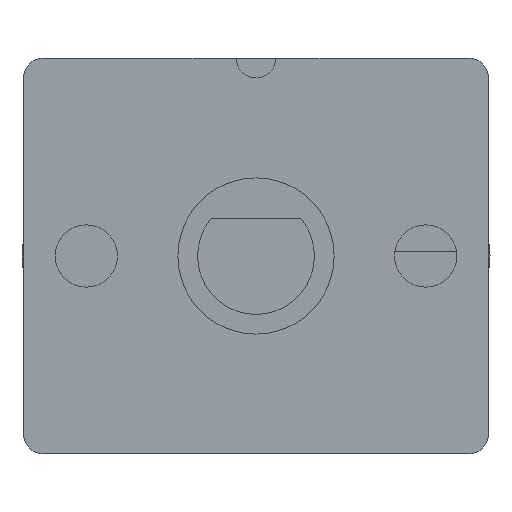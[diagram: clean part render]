
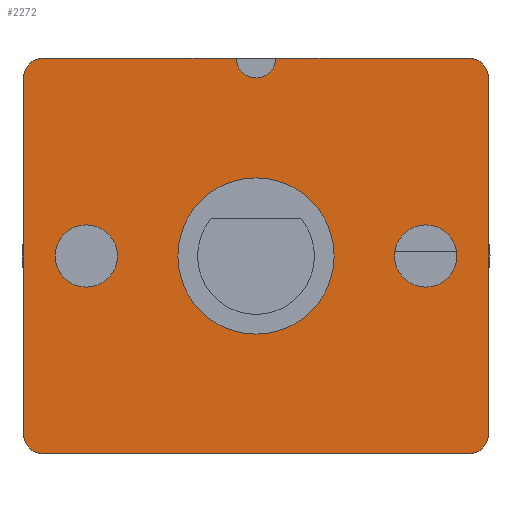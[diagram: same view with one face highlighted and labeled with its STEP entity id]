
A CAD part, front view. The second image highlights one B-rep face of the part: STEP entity #2272.
In plain terms, the highlighted planar face has unit normal (0, -1, 0).
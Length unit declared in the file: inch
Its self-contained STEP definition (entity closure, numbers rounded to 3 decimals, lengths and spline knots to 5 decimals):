
#68=FACE_BOUND('',#478,.T.);
#69=FACE_BOUND('',#479,.T.);
#127=CIRCLE('',#2499,0.0315);
#129=CIRCLE('',#2502,0.0315);
#131=CIRCLE('',#2505,0.02);
#137=CIRCLE('',#2514,0.02);
#138=CIRCLE('',#2516,0.02);
#139=CIRCLE('',#2517,0.02);
#140=CIRCLE('',#2518,0.02);
#321=FACE_OUTER_BOUND('',#477,.T.);
#477=EDGE_LOOP('',(#2007,#2008,#2009,#2010,#2011,#2012,#2013,#2014,#2015,
#2016));
#478=EDGE_LOOP('',(#2017));
#479=EDGE_LOOP('',(#2018));
#690=LINE('',#3792,#909);
#699=LINE('',#3819,#918);
#700=LINE('',#3821,#919);
#701=LINE('',#3825,#920);
#702=LINE('',#3829,#921);
#909=VECTOR('',#3132,0.3937);
#918=VECTOR('',#3157,0.3937);
#919=VECTOR('',#3158,0.3937);
#920=VECTOR('',#3161,0.3937);
#921=VECTOR('',#3164,0.3937);
#1108=VERTEX_POINT('',#3770);
#1110=VERTEX_POINT('',#3776);
#1112=VERTEX_POINT('',#3782);
#1113=VERTEX_POINT('',#3783);
#1116=VERTEX_POINT('',#3791);
#1125=VERTEX_POINT('',#3813);
#1126=VERTEX_POINT('',#3814);
#1127=VERTEX_POINT('',#3820);
#1128=VERTEX_POINT('',#3822);
#1129=VERTEX_POINT('',#3824);
#1130=VERTEX_POINT('',#3826);
#1131=VERTEX_POINT('',#3828);
#1402=EDGE_CURVE('',#1108,#1108,#127,.T.);
#1405=EDGE_CURVE('',#1110,#1110,#129,.T.);
#1408=EDGE_CURVE('',#1112,#1113,#131,.T.);
#1412=EDGE_CURVE('',#1116,#1112,#690,.T.);
#1423=EDGE_CURVE('',#1125,#1126,#137,.T.);
#1426=EDGE_CURVE('',#1113,#1126,#699,.T.);
#1427=EDGE_CURVE('',#1125,#1127,#700,.T.);
#1428=EDGE_CURVE('',#1128,#1127,#138,.T.);
#1429=EDGE_CURVE('',#1128,#1129,#701,.T.);
#1430=EDGE_CURVE('',#1130,#1129,#139,.T.);
#1431=EDGE_CURVE('',#1130,#1131,#702,.T.);
#1432=EDGE_CURVE('',#1116,#1131,#140,.T.);
#2007=ORIENTED_EDGE('',*,*,#1408,.T.);
#2008=ORIENTED_EDGE('',*,*,#1426,.T.);
#2009=ORIENTED_EDGE('',*,*,#1423,.F.);
#2010=ORIENTED_EDGE('',*,*,#1427,.T.);
#2011=ORIENTED_EDGE('',*,*,#1428,.F.);
#2012=ORIENTED_EDGE('',*,*,#1429,.T.);
#2013=ORIENTED_EDGE('',*,*,#1430,.F.);
#2014=ORIENTED_EDGE('',*,*,#1431,.T.);
#2015=ORIENTED_EDGE('',*,*,#1432,.F.);
#2016=ORIENTED_EDGE('',*,*,#1412,.T.);
#2017=ORIENTED_EDGE('',*,*,#1402,.T.);
#2018=ORIENTED_EDGE('',*,*,#1405,.T.);
#2140=PLANE('',#2515);
#2272=ADVANCED_FACE('',(#321,#68,#69),#2140,.T.);
#2499=AXIS2_PLACEMENT_3D('',#3771,#3110,#3111);
#2502=AXIS2_PLACEMENT_3D('',#3777,#3117,#3118);
#2505=AXIS2_PLACEMENT_3D('',#3784,#3124,#3125);
#2514=AXIS2_PLACEMENT_3D('',#3815,#3151,#3152);
#2515=AXIS2_PLACEMENT_3D('',#3818,#3155,#3156);
#2516=AXIS2_PLACEMENT_3D('',#3823,#3159,#3160);
#2517=AXIS2_PLACEMENT_3D('',#3827,#3162,#3163);
#2518=AXIS2_PLACEMENT_3D('',#3830,#3165,#3166);
#3110=DIRECTION('center_axis',(0.,1.,0.));
#3111=DIRECTION('ref_axis',(1.,0.,0.));
#3117=DIRECTION('center_axis',(0.,1.,0.));
#3118=DIRECTION('ref_axis',(1.,0.,0.));
#3124=DIRECTION('center_axis',(0.,1.,0.));
#3125=DIRECTION('ref_axis',(1.,0.,0.));
#3132=DIRECTION('',(-1.,0.,0.));
#3151=DIRECTION('center_axis',(0.,1.,0.));
#3152=DIRECTION('ref_axis',(-0.707,0.,0.707));
#3155=DIRECTION('center_axis',(0.,-1.,0.));
#3156=DIRECTION('ref_axis',(0.,0.,-1.));
#3157=DIRECTION('',(-1.,0.,0.));
#3158=DIRECTION('',(0.,0.,-1.));
#3159=DIRECTION('center_axis',(0.,1.,0.));
#3160=DIRECTION('ref_axis',(-0.707,0.,-0.707));
#3161=DIRECTION('',(1.,0.,0.));
#3162=DIRECTION('center_axis',(0.,1.,0.));
#3163=DIRECTION('ref_axis',(0.707,0.,-0.707));
#3164=DIRECTION('',(0.,0.,1.));
#3165=DIRECTION('center_axis',(0.,1.,0.));
#3166=DIRECTION('ref_axis',(0.707,0.,0.707));
#3770=CARTESIAN_POINT('',(-0.203,-1.051,0.));
#3771=CARTESIAN_POINT('Origin',(-0.1715,-1.051,0.));
#3776=CARTESIAN_POINT('',(0.14001,-1.051,0.));
#3777=CARTESIAN_POINT('Origin',(0.1715,-1.051,0.));
#3782=CARTESIAN_POINT('',(0.02,-1.051,0.2));
#3783=CARTESIAN_POINT('',(-0.02,-1.051,0.2));
#3784=CARTESIAN_POINT('Origin',(0.,-1.051,0.2));
#3791=CARTESIAN_POINT('',(0.215,-1.051,0.2));
#3792=CARTESIAN_POINT('',(0.235,-1.051,0.2));
#3813=CARTESIAN_POINT('',(-0.235,-1.051,0.18));
#3814=CARTESIAN_POINT('',(-0.215,-1.051,0.2));
#3815=CARTESIAN_POINT('Origin',(-0.215,-1.051,0.18));
#3818=CARTESIAN_POINT('Origin',(0.,-1.051,0.));
#3819=CARTESIAN_POINT('',(0.235,-1.051,0.2));
#3820=CARTESIAN_POINT('',(-0.235,-1.051,-0.18));
#3821=CARTESIAN_POINT('',(-0.235,-1.051,0.2));
#3822=CARTESIAN_POINT('',(-0.215,-1.051,-0.2));
#3823=CARTESIAN_POINT('Origin',(-0.215,-1.051,-0.18));
#3824=CARTESIAN_POINT('',(0.215,-1.051,-0.2));
#3825=CARTESIAN_POINT('',(-0.235,-1.051,-0.2));
#3826=CARTESIAN_POINT('',(0.235,-1.051,-0.18));
#3827=CARTESIAN_POINT('Origin',(0.215,-1.051,-0.18));
#3828=CARTESIAN_POINT('',(0.235,-1.051,0.18));
#3829=CARTESIAN_POINT('',(0.235,-1.051,-0.2));
#3830=CARTESIAN_POINT('Origin',(0.215,-1.051,0.18));
